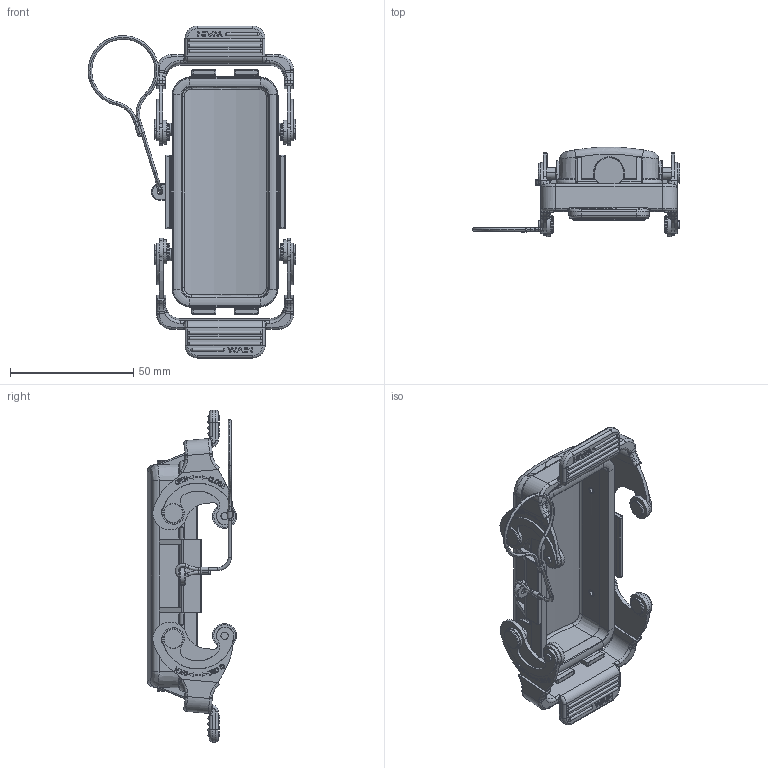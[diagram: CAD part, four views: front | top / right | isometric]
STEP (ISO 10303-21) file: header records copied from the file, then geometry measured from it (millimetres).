
FILE_DESCRIPTION((''),'2;1');
FILE_NAME('PRT0383','2017-09-30T',('dm.li'),(''),'PRO/ENGINEER BY PARAMETRIC TECHNOLOGY CORPORATION, 2012480','PRO/ENGINEER BY PARAMETRIC TECHNOLOGY CORPORATION, 2012480','');
FILE_SCHEMA(('AUTOMOTIVE_DESIGN { 1 0 10303 214 1 1 1 1 }'));
Length unit declared in the file: inch
Products named in the file (1): PRT0383
Bounding box: 84.26 x 36.26 x 134.8 mm (x, y, z)
Volume: 38677.9 mm3; surface area: 35040.3 mm2
Topology: 1 solids, 11 shells, 1776 faces, 4671 edges, 3032 vertices
Faces by surface type: plane 745, cylinder 482, extrusion 162, torus 159, bspline 135, cone 61, sphere 32
Entity records: 71694 total; most frequent: CARTESIAN_POINT 20165, ORIENTED_EDGE 9284, DIRECTION 8400, EDGE_CURVE 4661, VERTEX_POINT 3033, AXIS2_PLACEMENT_3D 2940, VECTOR 2520, LINE 2358
